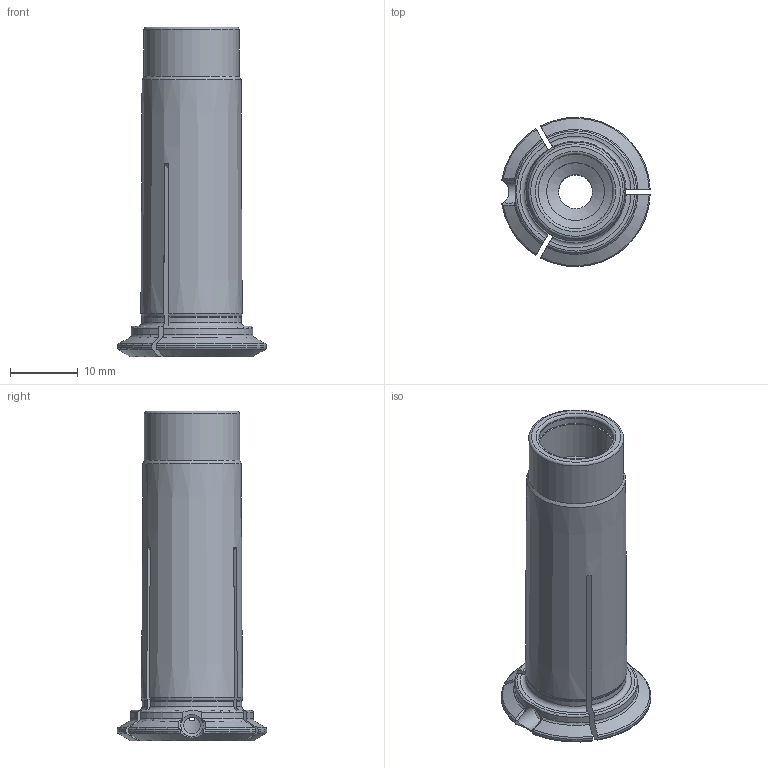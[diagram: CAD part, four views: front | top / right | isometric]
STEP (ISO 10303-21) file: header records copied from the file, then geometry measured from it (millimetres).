
FILE_DESCRIPTION(/* description */ (''),/* implementation_level */ '2;1');
FILE_NAME(/* name */ '171505007.stp',/* time_stamp */ '2021-01-08T12:12:04',/* author */ ('LRA'),/* organization */ ('REGO-FIX'),/* preprocessor_version */ ' Unknown',/* originating_system */ 'SIEMENS PLM Software Solid Edge ST10',/* authorization */ 'Unknown');
FILE_SCHEMA (('AUTOMOTIVE_DESIGN { 1 0 10303 214 2 1 1}'));
Length unit declared in the file: millimetre
Products named in the file (1): NOCUT
Bounding box: 21.85 x 22 x 48.5 mm (x, y, z)
Surface area: 4615.9 mm2 (no closed solid volume)
Topology: 0 solids, 1 shells, 85 faces, 254 edges, 167 vertices
Faces by surface type: torus 26, plane 22, cylinder 22, cone 15
Full cylindrical faces by diameter (mm): 2.459 x1, 3.3 x1, 5 x1, 8.5 x1, 11 x2, 11.4 x1, 14 x1
Entity records: 3455 total; most frequent: CARTESIAN_POINT 688, ORIENTED_EDGE 452, DIRECTION 439, EDGE_CURVE 226, AXIS2_PLACEMENT_3D 186, VERTEX_POINT 157, EDGE_LOOP 109, FACE_BOUND 109
